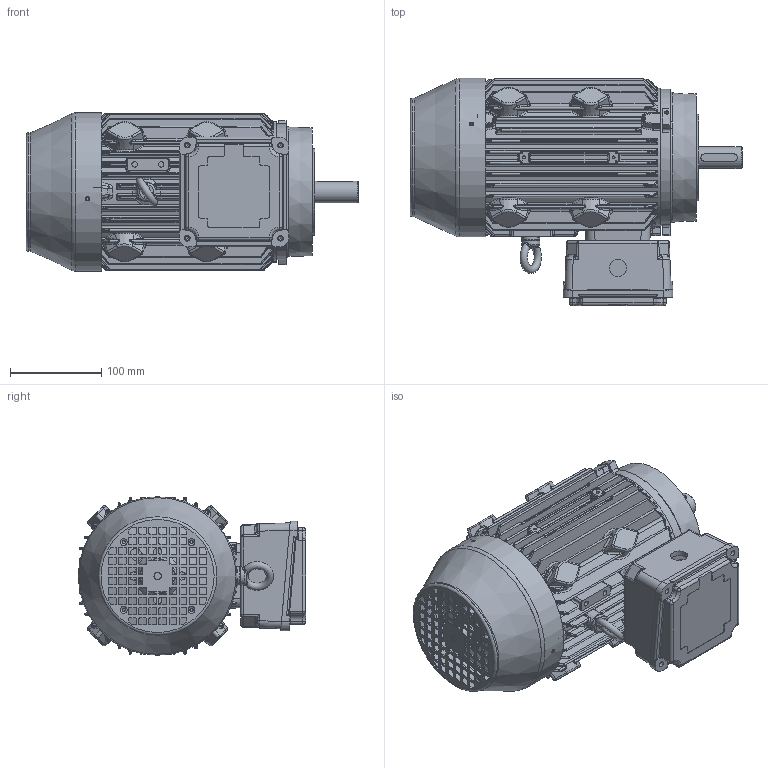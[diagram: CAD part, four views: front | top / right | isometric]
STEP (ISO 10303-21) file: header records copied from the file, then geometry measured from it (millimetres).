
FILE_DESCRIPTION( ( 'Unknown' ), '1' );
FILE_NAME( 'WP-DF90LX B14.stp', 'Unknown', ( 'Unknown' ), ( 'Unknown' ), 'PSStep 17.0.49', 'Unknown', ' ' );
FILE_SCHEMA( ( 'AUTOMOTIVE_DESIGN { 1 0 10303 214 1 1 1 1 }' ) );
Length unit declared in the file: millimetre
Products named in the file (2): y10te002_it17_80fixing
Bounding box: 363.6 x 248.94 x 173.6 mm (x, y, z)
Volume: 1953269.2 mm3; surface area: 738837.1 mm2
Topology: 2 solids, 4 shells, 3397 faces, 8840 edges, 5436 vertices
Faces by surface type: cylinder 1236, bspline 960, plane 850, cone 128, torus 123, sphere 90, extrusion 10
Full cylindrical faces by diameter (mm): 2.594 x2, 3.2 x4, 3.432 x3, 3.6 x4, 4.351 x7, 4.5 x3, 5 x10, 5.188 x1, 5.6 x4, 5.8 x6, 6 x10, 6.647 x1, 6.8 x1, 7.188 x4, 7.794 x1, 8 x2, 8.4 x1, 16 x1, 16.98 x1, 17 x1, 17.32 x1, 18.782 x1, 19.65 x1, 20 x1, 24 x2, 25 x2, 25.247 x1, 25.427 x1, 28 x1, 31.727 x1
Entity records: 298639 total; most frequent: CARTESIAN_POINT 194914, ORIENTED_EDGE 16854, DIRECTION 14846, EDGE_CURVE 8427, AXIS2_PLACEMENT_3D 5881, VERTEX_POINT 5331, EDGE_LOOP 3885, FACE_OUTER_BOUND 3518
